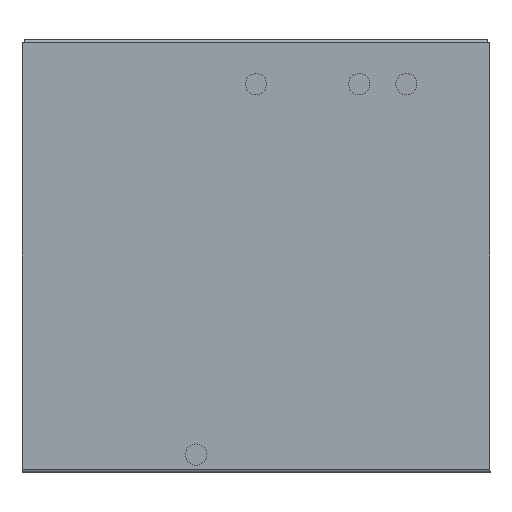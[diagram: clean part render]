
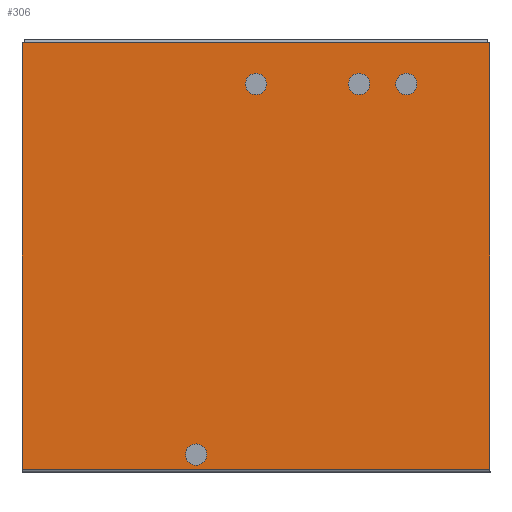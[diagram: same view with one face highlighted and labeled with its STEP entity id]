
A CAD part, left-side view. The second image highlights one B-rep face of the part: STEP entity #306.
In plain terms, the highlighted planar face has unit normal (-1, 0, 0).
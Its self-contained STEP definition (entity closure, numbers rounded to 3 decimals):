
#8 = EDGE_CURVE ( 'NONE', #2257, #1492, #1296, .T. ) ;
#36 = DIRECTION ( 'NONE',  ( 0., 1., 0. ) ) ;
#63 = EDGE_CURVE ( 'NONE', #2025, #1492, #1273, .T. ) ;
#106 = AXIS2_PLACEMENT_3D ( 'NONE', #1241, #1239, #1236 ) ;
#259 = EDGE_CURVE ( 'NONE', #1764, #1988, #1137, .T. ) ;
#286 = CARTESIAN_POINT ( 'NONE',  ( -334.5, 550.929, 4.5 ) ) ;
#300 = EDGE_CURVE ( 'NONE', #1741, #1962, #1102, .T. ) ;
#304 = DIRECTION ( 'NONE',  ( 0., -1., 0. ) ) ;
#306 = ADVANCED_FACE ( 'NONE', ( #1092, #1086, #1085, #1082, #1079 ), #2692, .T. ) ;
#313 = CARTESIAN_POINT ( 'NONE',  ( -334.5, 316.5, 23. ) ) ;
#324 = CARTESIAN_POINT ( 'NONE',  ( -334.5, 240.5, 493.3 ) ) ;
#330 = CARTESIAN_POINT ( 'NONE',  ( -334.5, 49.7, 493.299 ) ) ;
#374 = DIRECTION ( 'NONE',  ( 0., 0., 1. ) ) ;
#427 = VECTOR ( 'NONE', #2400, 1000. ) ;
#445 = LINE ( 'NONE', #2485, #427 ) ;
#490 = LINE ( 'NONE', #286, #496 ) ;
#495 = AXIS2_PLACEMENT_3D ( 'NONE', #1417, #1415, #1412 ) ;
#496 = VECTOR ( 'NONE', #304, 1000. ) ;
#583 = AXIS2_PLACEMENT_3D ( 'NONE', #1638, #1636, #1634 ) ;
#594 = EDGE_CURVE ( 'NONE', #1988, #1764, #954, .T. ) ;
#646 = CARTESIAN_POINT ( 'NONE',  ( -334.5, -42.929, 545.5 ) ) ;
#695 = CIRCLE ( 'NONE', #1650, 13.5 ) ;
#763 = CARTESIAN_POINT ( 'NONE',  ( -334.5, 550.929, 4.5 ) ) ;
#806 = CARTESIAN_POINT ( 'NONE',  ( -334.5, 136.7, 493.299 ) ) ;
#813 = CIRCLE ( 'NONE', #106, 13.5 ) ;
#823 = CIRCLE ( 'NONE', #1279, 13.5 ) ;
#850 = CIRCLE ( 'NONE', #2243, 13.5 ) ;
#871 = CARTESIAN_POINT ( 'NONE',  ( -334.5, 109.7, 493.299 ) ) ;
#888 = CIRCLE ( 'NONE', #495, 13.5 ) ;
#889 = DIRECTION ( 'NONE',  ( 0., 1., 0. ) ) ;
#896 = DIRECTION ( 'NONE',  ( -1., 0., 0. ) ) ;
#897 = CARTESIAN_POINT ( 'NONE',  ( -334.5, 254., 493.3 ) ) ;
#911 = EDGE_CURVE ( 'NONE', #2289, #1350, #888, .T. ) ;
#946 = AXIS2_PLACEMENT_3D ( 'NONE', #1997, #1984, #1986 ) ;
#954 = CIRCLE ( 'NONE', #583, 13.5 ) ;
#969 = EDGE_CURVE ( 'NONE', #1350, #2289, #850, .T. ) ;
#1018 = EDGE_CURVE ( 'NONE', #2240, #2429, #813, .T. ) ;
#1047 = EDGE_CURVE ( 'NONE', #2429, #2240, #823, .T. ) ;
#1079 = FACE_BOUND ( 'NONE', #2594, .T. ) ;
#1082 = FACE_BOUND ( 'NONE', #1355, .T. ) ;
#1085 = FACE_BOUND ( 'NONE', #1388, .T. ) ;
#1086 = FACE_BOUND ( 'NONE', #1419, .T. ) ;
#1092 = FACE_OUTER_BOUND ( 'NONE', #1422, .T. ) ;
#1102 = CIRCLE ( 'NONE', #1494, 13.5 ) ;
#1104 = CARTESIAN_POINT ( 'NONE',  ( -334.5, 550.929, 545.5 ) ) ;
#1137 = CIRCLE ( 'NONE', #1756, 13.5 ) ;
#1222 = DIRECTION ( 'NONE',  ( 0., 1., 0. ) ) ;
#1225 = DIRECTION ( 'NONE',  ( -1., 0., 0. ) ) ;
#1228 = CARTESIAN_POINT ( 'NONE',  ( -334.5, 63.2, 493.299 ) ) ;
#1236 = DIRECTION ( 'NONE',  ( 0., 1., 0. ) ) ;
#1239 = DIRECTION ( 'NONE',  ( -1., 0., 0. ) ) ;
#1241 = CARTESIAN_POINT ( 'NONE',  ( -334.5, 63.2, 493.299 ) ) ;
#1262 = VECTOR ( 'NONE', #2541, 1000. ) ;
#1273 = LINE ( 'NONE', #2507, #1262 ) ;
#1279 = AXIS2_PLACEMENT_3D ( 'NONE', #1228, #1225, #1222 ) ;
#1294 = VECTOR ( 'NONE', #374, 1000. ) ;
#1296 = LINE ( 'NONE', #2604, #1294 ) ;
#1307 = CARTESIAN_POINT ( 'NONE',  ( -334.5, 267.5, 493.3 ) ) ;
#1313 = EDGE_CURVE ( 'NONE', #1962, #1741, #695, .T. ) ;
#1316 = ORIENTED_EDGE ( 'NONE', *, *, #259, .F. ) ;
#1335 = DIRECTION ( 'NONE',  ( 0., 1., 0. ) ) ;
#1337 = DIRECTION ( 'NONE',  ( -1., 0., 0. ) ) ;
#1339 = CARTESIAN_POINT ( 'NONE',  ( -334.5, 123.2, 493.299 ) ) ;
#1350 = VERTEX_POINT ( 'NONE', #871 ) ;
#1355 = EDGE_LOOP ( 'NONE', ( #2182, #1750 ) ) ;
#1388 = EDGE_LOOP ( 'NONE', ( #1441, #2295 ) ) ;
#1396 = VERTEX_POINT ( 'NONE', #763 ) ;
#1412 = DIRECTION ( 'NONE',  ( 0., 1., 0. ) ) ;
#1415 = DIRECTION ( 'NONE',  ( -1., 0., 0. ) ) ;
#1417 = CARTESIAN_POINT ( 'NONE',  ( -334.5, 123.2, 493.299 ) ) ;
#1419 = EDGE_LOOP ( 'NONE', ( #1919, #1316 ) ) ;
#1422 = EDGE_LOOP ( 'NONE', ( #1493, #2525, #2404, #2009 ) ) ;
#1441 = ORIENTED_EDGE ( 'NONE', *, *, #1047, .F. ) ;
#1455 = CARTESIAN_POINT ( 'NONE',  ( -334.5, 343.5, 23. ) ) ;
#1457 = ORIENTED_EDGE ( 'NONE', *, *, #300, .F. ) ;
#1492 = VERTEX_POINT ( 'NONE', #646 ) ;
#1493 = ORIENTED_EDGE ( 'NONE', *, *, #63, .F. ) ;
#1494 = AXIS2_PLACEMENT_3D ( 'NONE', #2589, #2513, #36 ) ;
#1634 = DIRECTION ( 'NONE',  ( 0., 1., 0. ) ) ;
#1636 = DIRECTION ( 'NONE',  ( -1., 0., 0. ) ) ;
#1638 = CARTESIAN_POINT ( 'NONE',  ( -334.5, 330., 23. ) ) ;
#1650 = AXIS2_PLACEMENT_3D ( 'NONE', #897, #896, #889 ) ;
#1741 = VERTEX_POINT ( 'NONE', #324 ) ;
#1750 = ORIENTED_EDGE ( 'NONE', *, *, #969, .F. ) ;
#1756 = AXIS2_PLACEMENT_3D ( 'NONE', #2419, #2559, #2562 ) ;
#1764 = VERTEX_POINT ( 'NONE', #313 ) ;
#1770 = EDGE_CURVE ( 'NONE', #1396, #2257, #490, .T. ) ;
#1919 = ORIENTED_EDGE ( 'NONE', *, *, #594, .F. ) ;
#1960 = EDGE_CURVE ( 'NONE', #1396, #2025, #445, .T. ) ;
#1962 = VERTEX_POINT ( 'NONE', #1307 ) ;
#1984 = DIRECTION ( 'NONE',  ( -1., 0., 0. ) ) ;
#1986 = DIRECTION ( 'NONE',  ( 0., 1., 0. ) ) ;
#1988 = VERTEX_POINT ( 'NONE', #1455 ) ;
#1997 = CARTESIAN_POINT ( 'NONE',  ( -334.5, 550.929, 545.5 ) ) ;
#2009 = ORIENTED_EDGE ( 'NONE', *, *, #8, .T. ) ;
#2025 = VERTEX_POINT ( 'NONE', #1104 ) ;
#2182 = ORIENTED_EDGE ( 'NONE', *, *, #911, .F. ) ;
#2240 = VERTEX_POINT ( 'NONE', #330 ) ;
#2243 = AXIS2_PLACEMENT_3D ( 'NONE', #1339, #1337, #1335 ) ;
#2257 = VERTEX_POINT ( 'NONE', #2625 ) ;
#2289 = VERTEX_POINT ( 'NONE', #806 ) ;
#2295 = ORIENTED_EDGE ( 'NONE', *, *, #1018, .F. ) ;
#2386 = ORIENTED_EDGE ( 'NONE', *, *, #1313, .F. ) ;
#2400 = DIRECTION ( 'NONE',  ( 0., 0., 1. ) ) ;
#2404 = ORIENTED_EDGE ( 'NONE', *, *, #1770, .T. ) ;
#2419 = CARTESIAN_POINT ( 'NONE',  ( -334.5, 330., 23. ) ) ;
#2429 = VERTEX_POINT ( 'NONE', #2431 ) ;
#2431 = CARTESIAN_POINT ( 'NONE',  ( -334.5, 76.7, 493.299 ) ) ;
#2485 = CARTESIAN_POINT ( 'NONE',  ( -334.5, 550.929, 4.5 ) ) ;
#2507 = CARTESIAN_POINT ( 'NONE',  ( -334.5, 550.929, 545.5 ) ) ;
#2513 = DIRECTION ( 'NONE',  ( -1., 0., 0. ) ) ;
#2525 = ORIENTED_EDGE ( 'NONE', *, *, #1960, .F. ) ;
#2541 = DIRECTION ( 'NONE',  ( 0., -1., 0. ) ) ;
#2559 = DIRECTION ( 'NONE',  ( -1., 0., 0. ) ) ;
#2562 = DIRECTION ( 'NONE',  ( 0., 1., 0. ) ) ;
#2589 = CARTESIAN_POINT ( 'NONE',  ( -334.5, 254., 493.3 ) ) ;
#2594 = EDGE_LOOP ( 'NONE', ( #2386, #1457 ) ) ;
#2604 = CARTESIAN_POINT ( 'NONE',  ( -334.5, -42.929, 4.5 ) ) ;
#2625 = CARTESIAN_POINT ( 'NONE',  ( -334.5, -42.929, 4.5 ) ) ;
#2692 = PLANE ( 'NONE',  #946 ) ;
